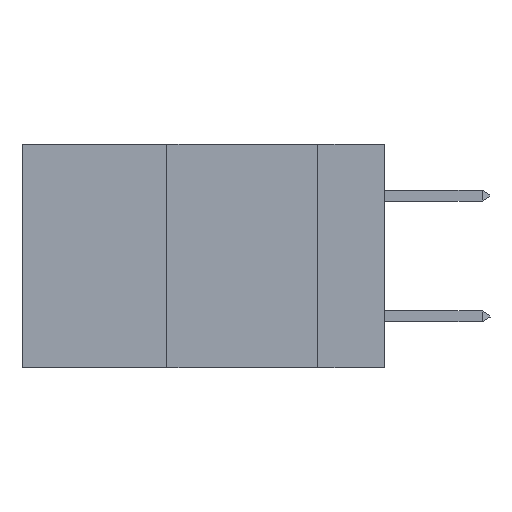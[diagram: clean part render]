
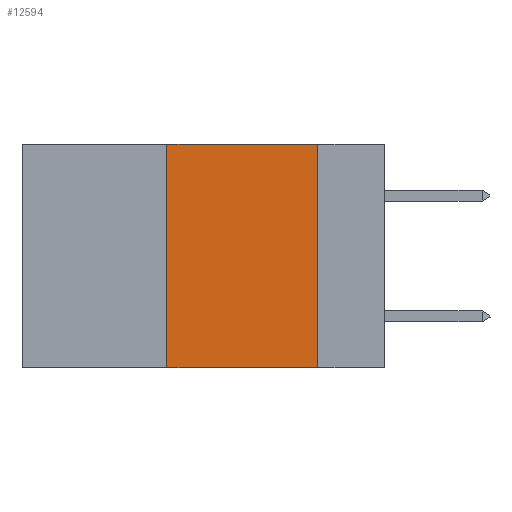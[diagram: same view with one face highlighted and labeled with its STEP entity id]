
A CAD part, left-side view. The second image highlights one B-rep face of the part: STEP entity #12594.
In plain terms, the highlighted planar face has unit normal (-1, 0, 0).
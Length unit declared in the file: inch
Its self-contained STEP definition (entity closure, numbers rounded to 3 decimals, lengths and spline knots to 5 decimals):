
#182 = CARTESIAN_POINT ( 'NONE',  ( 0., 0.6, 0. ) ) ;
#1286 = ORIENTED_EDGE ( 'NONE', *, *, #24521, .T. ) ;
#4774 = CARTESIAN_POINT ( 'NONE',  ( 0., 0.6, -0.37 ) ) ;
#5504 = AXIS2_PLACEMENT_3D ( 'NONE', #20155, #8757, #14529 ) ;
#6237 = DIRECTION ( 'NONE',  ( 0., 0., -1. ) ) ;
#6438 = VECTOR ( 'NONE', #6237, 39.37008 ) ;
#6865 = PLANE ( 'NONE',  #5504 ) ;
#7167 = VERTEX_POINT ( 'NONE', #18396 ) ;
#7277 = DIRECTION ( 'NONE',  ( 0., -1., 0. ) ) ;
#8757 = DIRECTION ( 'NONE',  ( 1., 0., 0. ) ) ;
#9022 = EDGE_LOOP ( 'NONE', ( #10851, #9438, #10726, #1286 ) ) ;
#9291 = LINE ( 'NONE', #4774, #18525 ) ;
#9425 = VECTOR ( 'NONE', #13069, 39.37008 ) ;
#9438 = ORIENTED_EDGE ( 'NONE', *, *, #18627, .F. ) ;
#9990 = CARTESIAN_POINT ( 'NONE',  ( 0., 0.11, 0. ) ) ;
#10726 = ORIENTED_EDGE ( 'NONE', *, *, #12089, .F. ) ;
#10851 = ORIENTED_EDGE ( 'NONE', *, *, #22785, .F. ) ;
#11095 = LINE ( 'NONE', #182, #15279 ) ;
#11431 = CARTESIAN_POINT ( 'NONE',  ( 0., 0.36, 0. ) ) ;
#11770 = FACE_OUTER_BOUND ( 'NONE', #9022, .T. ) ;
#12089 = EDGE_CURVE ( 'NONE', #20583, #16480, #13018, .T. ) ;
#12594 = ADVANCED_FACE ( 'NONE', ( #11770 ), #6865, .F. ) ;
#12731 = LINE ( 'NONE', #9990, #6438 ) ;
#13018 = LINE ( 'NONE', #11431, #9425 ) ;
#13069 = DIRECTION ( 'NONE',  ( 0., 0., 1. ) ) ;
#13578 = CARTESIAN_POINT ( 'NONE',  ( 0., 0.36, 0. ) ) ;
#14250 = CARTESIAN_POINT ( 'NONE',  ( 0., 0.36, -0.37 ) ) ;
#14529 = DIRECTION ( 'NONE',  ( 0., 0., -1. ) ) ;
#15279 = VECTOR ( 'NONE', #19405, 39.37008 ) ;
#16480 = VERTEX_POINT ( 'NONE', #13578 ) ;
#16778 = CARTESIAN_POINT ( 'NONE',  ( 0., 0.11, 0. ) ) ;
#18155 = VERTEX_POINT ( 'NONE', #16778 ) ;
#18396 = CARTESIAN_POINT ( 'NONE',  ( 0., 0.11, -0.37 ) ) ;
#18525 = VECTOR ( 'NONE', #7277, 39.37008 ) ;
#18627 = EDGE_CURVE ( 'NONE', #16480, #18155, #11095, .T. ) ;
#19405 = DIRECTION ( 'NONE',  ( 0., -1., 0. ) ) ;
#20155 = CARTESIAN_POINT ( 'NONE',  ( 0., 0.6, 0. ) ) ;
#20583 = VERTEX_POINT ( 'NONE', #14250 ) ;
#22785 = EDGE_CURVE ( 'NONE', #18155, #7167, #12731, .T. ) ;
#24521 = EDGE_CURVE ( 'NONE', #20583, #7167, #9291, .T. ) ;
